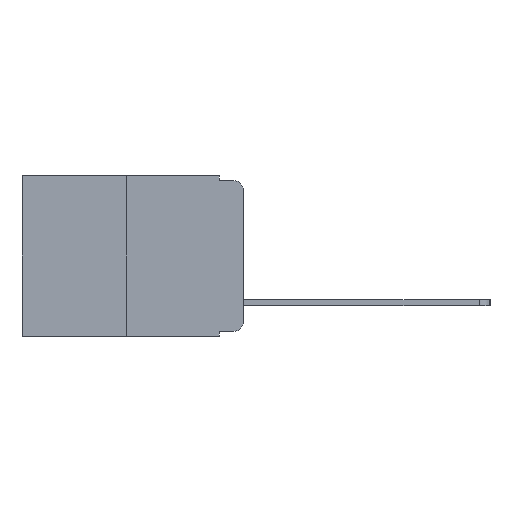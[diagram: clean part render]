
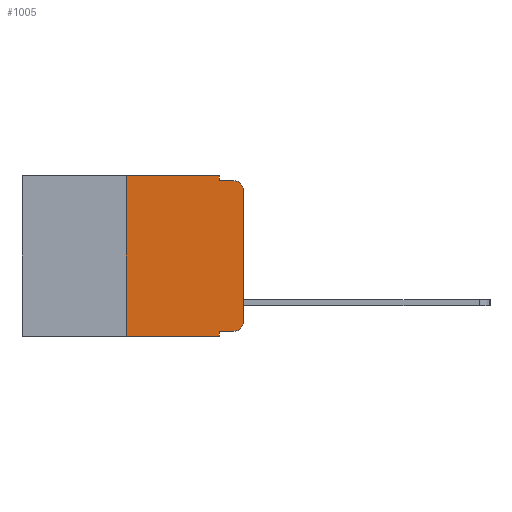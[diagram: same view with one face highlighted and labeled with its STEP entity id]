
A CAD part, left-side view. The second image highlights one B-rep face of the part: STEP entity #1005.
In plain terms, the highlighted planar face has unit normal (-1, 0, 0).
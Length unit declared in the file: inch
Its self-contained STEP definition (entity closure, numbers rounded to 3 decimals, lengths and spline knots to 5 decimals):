
#55 = ORIENTED_EDGE ( 'NONE', *, *, #12889, .F. ) ;
#119 = DIRECTION ( 'NONE',  ( 0., -1., 0. ) ) ;
#308 = EDGE_CURVE ( 'NONE', #14952, #15856, #12486, .T. ) ;
#406 = VECTOR ( 'NONE', #8421, 39.37008 ) ;
#527 = AXIS2_PLACEMENT_3D ( 'NONE', #9190, #2287, #7588 ) ;
#783 = ORIENTED_EDGE ( 'NONE', *, *, #308, .T. ) ;
#911 = DIRECTION ( 'NONE',  ( 0., -1., 0. ) ) ;
#1005 = ADVANCED_FACE ( 'NONE', ( #6444 ), #2312, .F. ) ;
#1798 = VECTOR ( 'NONE', #13716, 39.37008 ) ;
#1955 = CARTESIAN_POINT ( 'NONE',  ( 0., 0.051, -0.333 ) ) ;
#2012 = CARTESIAN_POINT ( 'NONE',  ( 0., 0., 0. ) ) ;
#2032 = VECTOR ( 'NONE', #14817, 39.37008 ) ;
#2092 = VERTEX_POINT ( 'NONE', #10123 ) ;
#2164 = CARTESIAN_POINT ( 'NONE',  ( 0., 0.02, -0.313 ) ) ;
#2287 = DIRECTION ( 'NONE',  ( 1., 0., 0. ) ) ;
#2303 = CARTESIAN_POINT ( 'NONE',  ( 0., 0.25, 0. ) ) ;
#2312 = PLANE ( 'NONE',  #527 ) ;
#2919 = ORIENTED_EDGE ( 'NONE', *, *, #8029, .F. ) ;
#2929 = VERTEX_POINT ( 'NONE', #4336 ) ;
#3053 = VECTOR ( 'NONE', #11152, 39.37008 ) ;
#3083 = ORIENTED_EDGE ( 'NONE', *, *, #6399, .T. ) ;
#3225 = VECTOR ( 'NONE', #119, 39.37008 ) ;
#3334 = VERTEX_POINT ( 'NONE', #2303 ) ;
#3360 = LINE ( 'NONE', #6617, #15195 ) ;
#3516 = DIRECTION ( 'NONE',  ( 0., 0., -1. ) ) ;
#4336 = CARTESIAN_POINT ( 'NONE',  ( 0., 0.02, -0.333 ) ) ;
#4495 = LINE ( 'NONE', #14459, #3225 ) ;
#4644 = VERTEX_POINT ( 'NONE', #9484 ) ;
#4704 = VERTEX_POINT ( 'NONE', #13510 ) ;
#4896 = LINE ( 'NONE', #15826, #406 ) ;
#4942 = VECTOR ( 'NONE', #911, 39.37008 ) ;
#5388 = LINE ( 'NONE', #2012, #1798 ) ;
#5627 = LINE ( 'NONE', #7292, #2032 ) ;
#6399 = EDGE_CURVE ( 'NONE', #15483, #4704, #4495, .T. ) ;
#6444 = FACE_OUTER_BOUND ( 'NONE', #11697, .T. ) ;
#6598 = CARTESIAN_POINT ( 'NONE',  ( 0., 0.051, -0.01 ) ) ;
#6617 = CARTESIAN_POINT ( 'NONE',  ( 0., 0.051, 0. ) ) ;
#7113 = CARTESIAN_POINT ( 'NONE',  ( 0., 0., -0.313 ) ) ;
#7116 = CARTESIAN_POINT ( 'NONE',  ( 0., 0.051, -0.01 ) ) ;
#7175 = CARTESIAN_POINT ( 'NONE',  ( 0., 0., -0.03 ) ) ;
#7292 = CARTESIAN_POINT ( 'NONE',  ( 0., 0.25, 0. ) ) ;
#7588 = DIRECTION ( 'NONE',  ( 0., 0., -1. ) ) ;
#7667 = CARTESIAN_POINT ( 'NONE',  ( 0., 0.473, 0. ) ) ;
#7674 = LINE ( 'NONE', #7667, #4942 ) ;
#7939 = ORIENTED_EDGE ( 'NONE', *, *, #14410, .F. ) ;
#8029 = EDGE_CURVE ( 'NONE', #4644, #4704, #3360, .T. ) ;
#8327 = DIRECTION ( 'NONE',  ( 0., 0., -1. ) ) ;
#8385 = DIRECTION ( 'NONE',  ( -1., 0., 0. ) ) ;
#8421 = DIRECTION ( 'NONE',  ( 0., 0., -1. ) ) ;
#8463 = DIRECTION ( 'NONE',  ( 0., -1., 0. ) ) ;
#8560 = ORIENTED_EDGE ( 'NONE', *, *, #12681, .T. ) ;
#8604 = VERTEX_POINT ( 'NONE', #6598 ) ;
#8958 = ORIENTED_EDGE ( 'NONE', *, *, #10202, .T. ) ;
#9190 = CARTESIAN_POINT ( 'NONE',  ( 0., 0.473, 0. ) ) ;
#9460 = EDGE_CURVE ( 'NONE', #15483, #3334, #5627, .T. ) ;
#9484 = CARTESIAN_POINT ( 'NONE',  ( 0., 0.051, -0.333 ) ) ;
#9606 = EDGE_CURVE ( 'NONE', #2929, #11717, #10897, .T. ) ;
#9912 = AXIS2_PLACEMENT_3D ( 'NONE', #2164, #11347, #3516 ) ;
#10069 = CARTESIAN_POINT ( 'NONE',  ( 0., 0.25, -0.343 ) ) ;
#10123 = CARTESIAN_POINT ( 'NONE',  ( 0., 0.051, 0. ) ) ;
#10127 = LINE ( 'NONE', #1955, #3053 ) ;
#10202 = EDGE_CURVE ( 'NONE', #11717, #14952, #5388, .T. ) ;
#10392 = ORIENTED_EDGE ( 'NONE', *, *, #9460, .F. ) ;
#10681 = ORIENTED_EDGE ( 'NONE', *, *, #9606, .T. ) ;
#10897 = CIRCLE ( 'NONE', #9912, 0.02 ) ;
#11091 = ORIENTED_EDGE ( 'NONE', *, *, #14922, .F. ) ;
#11152 = DIRECTION ( 'NONE',  ( 0., -1., 0. ) ) ;
#11347 = DIRECTION ( 'NONE',  ( -1., 0., 0. ) ) ;
#11593 = AXIS2_PLACEMENT_3D ( 'NONE', #12854, #8385, #8327 ) ;
#11697 = EDGE_LOOP ( 'NONE', ( #8958, #783, #11091, #7939, #55, #10392, #3083, #2919, #8560, #10681 ) ) ;
#11717 = VERTEX_POINT ( 'NONE', #7113 ) ;
#12486 = CIRCLE ( 'NONE', #11593, 0.02 ) ;
#12527 = LINE ( 'NONE', #7116, #12898 ) ;
#12681 = EDGE_CURVE ( 'NONE', #4644, #2929, #10127, .T. ) ;
#12854 = CARTESIAN_POINT ( 'NONE',  ( 0., 0.02, -0.03 ) ) ;
#12889 = EDGE_CURVE ( 'NONE', #3334, #2092, #7674, .T. ) ;
#12898 = VECTOR ( 'NONE', #8463, 39.37008 ) ;
#13088 = CARTESIAN_POINT ( 'NONE',  ( 0., 0.02, -0.01 ) ) ;
#13510 = CARTESIAN_POINT ( 'NONE',  ( 0., 0.051, -0.343 ) ) ;
#13716 = DIRECTION ( 'NONE',  ( 0., 0., 1. ) ) ;
#14410 = EDGE_CURVE ( 'NONE', #2092, #8604, #4896, .T. ) ;
#14459 = CARTESIAN_POINT ( 'NONE',  ( 0., 0.473, -0.343 ) ) ;
#14817 = DIRECTION ( 'NONE',  ( 0., 0., 1. ) ) ;
#14922 = EDGE_CURVE ( 'NONE', #8604, #15856, #12527, .T. ) ;
#14952 = VERTEX_POINT ( 'NONE', #7175 ) ;
#15195 = VECTOR ( 'NONE', #15433, 39.37008 ) ;
#15433 = DIRECTION ( 'NONE',  ( 0., 0., -1. ) ) ;
#15483 = VERTEX_POINT ( 'NONE', #10069 ) ;
#15826 = CARTESIAN_POINT ( 'NONE',  ( 0., 0.051, 0. ) ) ;
#15856 = VERTEX_POINT ( 'NONE', #13088 ) ;
